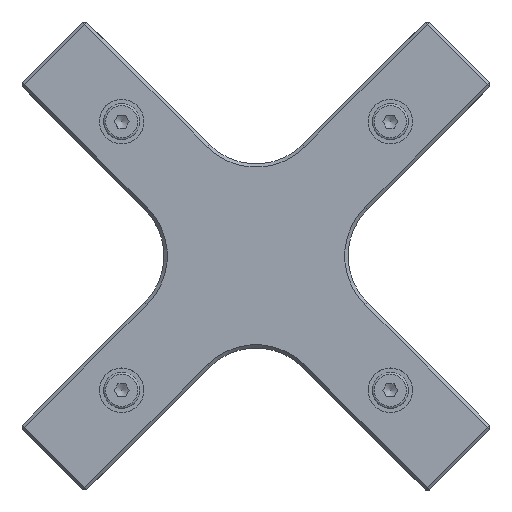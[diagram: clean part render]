
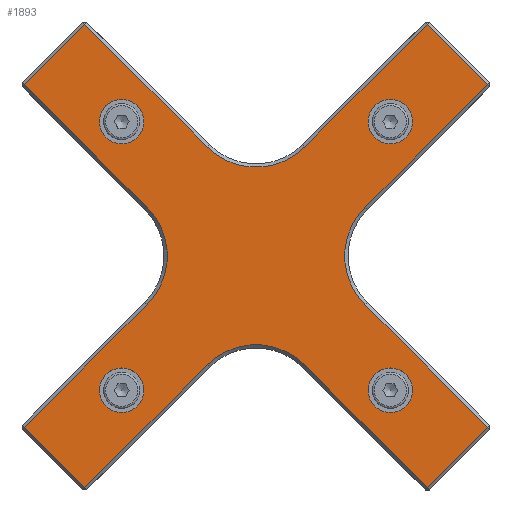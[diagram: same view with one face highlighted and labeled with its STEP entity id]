
A CAD part, top view. The second image highlights one B-rep face of the part: STEP entity #1893.
In plain terms, the highlighted planar face has unit normal (0, 0, 1).
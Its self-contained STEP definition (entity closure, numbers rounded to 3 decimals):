
#85=FACE_BOUND('',#384,.T.);
#86=FACE_BOUND('',#385,.T.);
#87=FACE_BOUND('',#386,.T.);
#88=FACE_BOUND('',#387,.T.);
#159=PLANE('',#2143);
#261=FACE_OUTER_BOUND('',#383,.T.);
#383=EDGE_LOOP('',(#1632,#1633,#1634,#1635,#1636,#1637,#1638,#1639,#1640,
#1641,#1642,#1643,#1644,#1645,#1646,#1647));
#384=EDGE_LOOP('',(#1648,#1649));
#385=EDGE_LOOP('',(#1650,#1651));
#386=EDGE_LOOP('',(#1652,#1653));
#387=EDGE_LOOP('',(#1654,#1655));
#447=CIRCLE('',#2052,3.4);
#448=CIRCLE('',#2053,3.4);
#452=CIRCLE('',#2060,3.4);
#453=CIRCLE('',#2061,3.4);
#457=CIRCLE('',#2068,3.4);
#458=CIRCLE('',#2069,3.4);
#463=CIRCLE('',#2077,3.4);
#464=CIRCLE('',#2078,3.4);
#466=CIRCLE('',#2107,10.5);
#467=CIRCLE('',#2114,10.5);
#469=CIRCLE('',#2124,10.5);
#470=CIRCLE('',#2130,10.5);
#607=LINE('',#3116,#781);
#610=LINE('',#3125,#784);
#611=LINE('',#3127,#785);
#616=LINE('',#3136,#790);
#619=LINE('',#3143,#793);
#620=LINE('',#3145,#794);
#627=LINE('',#3156,#801);
#630=LINE('',#3162,#804);
#634=LINE('',#3172,#808);
#639=LINE('',#3181,#813);
#642=LINE('',#3188,#816);
#643=LINE('',#3190,#817);
#781=VECTOR('',#2522,10.);
#784=VECTOR('',#2533,10.);
#785=VECTOR('',#2536,10.);
#790=VECTOR('',#2547,10.);
#793=VECTOR('',#2556,10.);
#794=VECTOR('',#2559,10.);
#801=VECTOR('',#2574,10.);
#804=VECTOR('',#2579,10.);
#808=VECTOR('',#2591,10.);
#813=VECTOR('',#2602,10.);
#816=VECTOR('',#2611,10.);
#817=VECTOR('',#2614,10.);
#903=VERTEX_POINT('',#2946);
#904=VERTEX_POINT('',#2947);
#908=VERTEX_POINT('',#2961);
#909=VERTEX_POINT('',#2962);
#913=VERTEX_POINT('',#2976);
#914=VERTEX_POINT('',#2977);
#919=VERTEX_POINT('',#2993);
#920=VERTEX_POINT('',#2994);
#922=VERTEX_POINT('',#3002);
#928=VERTEX_POINT('',#3016);
#930=VERTEX_POINT('',#3022);
#935=VERTEX_POINT('',#3043);
#938=VERTEX_POINT('',#3050);
#945=VERTEX_POINT('',#3071);
#947=VERTEX_POINT('',#3077);
#953=VERTEX_POINT('',#3099);
#955=VERTEX_POINT('',#3114);
#957=VERTEX_POINT('',#3120);
#958=VERTEX_POINT('',#3134);
#959=VERTEX_POINT('',#3139);
#961=VERTEX_POINT('',#3160);
#963=VERTEX_POINT('',#3167);
#964=VERTEX_POINT('',#3179);
#965=VERTEX_POINT('',#3184);
#1079=EDGE_CURVE('',#903,#904,#447,.T.);
#1080=EDGE_CURVE('',#904,#903,#448,.T.);
#1086=EDGE_CURVE('',#908,#909,#452,.T.);
#1087=EDGE_CURVE('',#909,#908,#453,.T.);
#1093=EDGE_CURVE('',#913,#914,#457,.T.);
#1094=EDGE_CURVE('',#914,#913,#458,.T.);
#1101=EDGE_CURVE('',#919,#920,#463,.T.);
#1102=EDGE_CURVE('',#920,#919,#464,.T.);
#1161=EDGE_CURVE('',#955,#953,#607,.T.);
#1164=EDGE_CURVE('',#957,#955,#466,.T.);
#1166=EDGE_CURVE('',#945,#957,#610,.T.);
#1167=EDGE_CURVE('',#953,#947,#611,.T.);
#1172=EDGE_CURVE('',#958,#938,#616,.T.);
#1175=EDGE_CURVE('',#959,#958,#467,.T.);
#1176=EDGE_CURVE('',#947,#959,#619,.T.);
#1177=EDGE_CURVE('',#935,#945,#620,.T.);
#1184=EDGE_CURVE('',#938,#930,#627,.T.);
#1187=EDGE_CURVE('',#961,#935,#630,.T.);
#1191=EDGE_CURVE('',#963,#961,#469,.T.);
#1193=EDGE_CURVE('',#928,#963,#634,.T.);
#1198=EDGE_CURVE('',#964,#922,#639,.T.);
#1201=EDGE_CURVE('',#965,#964,#470,.T.);
#1202=EDGE_CURVE('',#930,#965,#642,.T.);
#1203=EDGE_CURVE('',#922,#928,#643,.T.);
#1632=ORIENTED_EDGE('',*,*,#1198,.F.);
#1633=ORIENTED_EDGE('',*,*,#1201,.F.);
#1634=ORIENTED_EDGE('',*,*,#1202,.F.);
#1635=ORIENTED_EDGE('',*,*,#1184,.F.);
#1636=ORIENTED_EDGE('',*,*,#1172,.F.);
#1637=ORIENTED_EDGE('',*,*,#1175,.F.);
#1638=ORIENTED_EDGE('',*,*,#1176,.F.);
#1639=ORIENTED_EDGE('',*,*,#1167,.F.);
#1640=ORIENTED_EDGE('',*,*,#1161,.F.);
#1641=ORIENTED_EDGE('',*,*,#1164,.F.);
#1642=ORIENTED_EDGE('',*,*,#1166,.F.);
#1643=ORIENTED_EDGE('',*,*,#1177,.F.);
#1644=ORIENTED_EDGE('',*,*,#1187,.F.);
#1645=ORIENTED_EDGE('',*,*,#1191,.F.);
#1646=ORIENTED_EDGE('',*,*,#1193,.F.);
#1647=ORIENTED_EDGE('',*,*,#1203,.F.);
#1648=ORIENTED_EDGE('',*,*,#1079,.T.);
#1649=ORIENTED_EDGE('',*,*,#1080,.T.);
#1650=ORIENTED_EDGE('',*,*,#1086,.T.);
#1651=ORIENTED_EDGE('',*,*,#1087,.T.);
#1652=ORIENTED_EDGE('',*,*,#1093,.T.);
#1653=ORIENTED_EDGE('',*,*,#1094,.T.);
#1654=ORIENTED_EDGE('',*,*,#1101,.T.);
#1655=ORIENTED_EDGE('',*,*,#1102,.T.);
#1893=ADVANCED_FACE('',(#261,#85,#86,#87,#88),#159,.T.);
#2052=AXIS2_PLACEMENT_3D('',#2948,#2352,#2353);
#2053=AXIS2_PLACEMENT_3D('',#2949,#2354,#2355);
#2060=AXIS2_PLACEMENT_3D('',#2963,#2370,#2371);
#2061=AXIS2_PLACEMENT_3D('',#2964,#2372,#2373);
#2068=AXIS2_PLACEMENT_3D('',#2978,#2388,#2389);
#2069=AXIS2_PLACEMENT_3D('',#2979,#2390,#2391);
#2077=AXIS2_PLACEMENT_3D('',#2995,#2408,#2409);
#2078=AXIS2_PLACEMENT_3D('',#2996,#2410,#2411);
#2107=AXIS2_PLACEMENT_3D('',#3122,#2528,#2529);
#2114=AXIS2_PLACEMENT_3D('',#3141,#2552,#2553);
#2124=AXIS2_PLACEMENT_3D('',#3169,#2586,#2587);
#2130=AXIS2_PLACEMENT_3D('',#3186,#2607,#2608);
#2143=AXIS2_PLACEMENT_3D('',#3207,#2641,#2642);
#2352=DIRECTION('center_axis',(0.,0.,-1.));
#2353=DIRECTION('ref_axis',(1.,0.,0.));
#2354=DIRECTION('center_axis',(0.,0.,-1.));
#2355=DIRECTION('ref_axis',(1.,0.,0.));
#2370=DIRECTION('center_axis',(0.,0.,-1.));
#2371=DIRECTION('ref_axis',(1.,0.,0.));
#2372=DIRECTION('center_axis',(0.,0.,-1.));
#2373=DIRECTION('ref_axis',(1.,0.,0.));
#2388=DIRECTION('center_axis',(0.,0.,-1.));
#2389=DIRECTION('ref_axis',(1.,0.,0.));
#2390=DIRECTION('center_axis',(0.,0.,-1.));
#2391=DIRECTION('ref_axis',(1.,0.,0.));
#2408=DIRECTION('center_axis',(0.,0.,-1.));
#2409=DIRECTION('ref_axis',(1.,0.,0.));
#2410=DIRECTION('center_axis',(0.,0.,-1.));
#2411=DIRECTION('ref_axis',(1.,0.,0.));
#2522=DIRECTION('',(-0.707,0.707,0.));
#2528=DIRECTION('center_axis',(0.,0.,1.));
#2529=DIRECTION('ref_axis',(1.,0.,0.));
#2533=DIRECTION('',(0.707,0.707,0.));
#2536=DIRECTION('',(0.707,0.707,0.));
#2547=DIRECTION('',(0.707,0.707,0.));
#2552=DIRECTION('center_axis',(0.,0.,1.));
#2553=DIRECTION('ref_axis',(0.,-1.,0.));
#2556=DIRECTION('',(0.707,-0.707,0.));
#2559=DIRECTION('',(-0.707,0.707,0.));
#2574=DIRECTION('',(0.707,-0.707,0.));
#2579=DIRECTION('',(-0.707,-0.707,0.));
#2586=DIRECTION('center_axis',(0.,0.,1.));
#2587=DIRECTION('ref_axis',(0.,1.,0.));
#2591=DIRECTION('',(-0.707,0.707,0.));
#2602=DIRECTION('',(0.707,-0.707,0.));
#2607=DIRECTION('center_axis',(0.,0.,1.));
#2608=DIRECTION('ref_axis',(-1.,0.,0.));
#2611=DIRECTION('',(-0.707,-0.707,0.));
#2614=DIRECTION('',(-0.707,-0.707,0.));
#2641=DIRECTION('center_axis',(0.,0.,1.));
#2642=DIRECTION('ref_axis',(1.,0.,0.));
#2946=CARTESIAN_POINT('',(-17.1,-20.5,7.));
#2947=CARTESIAN_POINT('',(-23.9,-20.5,7.));
#2948=CARTESIAN_POINT('Origin',(-20.5,-20.5,7.));
#2949=CARTESIAN_POINT('Origin',(-20.5,-20.5,7.));
#2961=CARTESIAN_POINT('',(23.9,20.5,7.));
#2962=CARTESIAN_POINT('',(17.1,20.5,7.));
#2963=CARTESIAN_POINT('Origin',(20.5,20.5,7.));
#2964=CARTESIAN_POINT('Origin',(20.5,20.5,7.));
#2976=CARTESIAN_POINT('',(23.9,-20.5,7.));
#2977=CARTESIAN_POINT('',(17.1,-20.5,7.));
#2978=CARTESIAN_POINT('Origin',(20.5,-20.5,7.));
#2979=CARTESIAN_POINT('Origin',(20.5,-20.5,7.));
#2993=CARTESIAN_POINT('',(-17.1,20.5,7.));
#2994=CARTESIAN_POINT('',(-23.9,20.5,7.));
#2995=CARTESIAN_POINT('Origin',(-20.5,20.5,7.));
#2996=CARTESIAN_POINT('Origin',(-20.5,20.5,7.));
#3002=CARTESIAN_POINT('',(35.355,-26.163,7.));
#3016=CARTESIAN_POINT('',(26.163,-35.355,7.));
#3022=CARTESIAN_POINT('',(35.355,26.163,7.));
#3043=CARTESIAN_POINT('',(-26.163,-35.355,7.));
#3050=CARTESIAN_POINT('',(26.163,35.355,7.));
#3071=CARTESIAN_POINT('',(-35.355,-26.163,7.));
#3077=CARTESIAN_POINT('',(-26.163,35.355,7.));
#3099=CARTESIAN_POINT('',(-35.355,26.163,7.));
#3114=CARTESIAN_POINT('',(-16.617,7.425,7.));
#3116=CARTESIAN_POINT('',(-20.153,10.96,7.));
#3120=CARTESIAN_POINT('',(-16.617,-7.425,7.));
#3122=CARTESIAN_POINT('Origin',(-24.042,0.,
7.));
#3125=CARTESIAN_POINT('',(1.365,10.558,7.));
#3127=CARTESIAN_POINT('',(-19.848,41.67,7.));
#3134=CARTESIAN_POINT('',(7.425,16.617,7.));
#3136=CARTESIAN_POINT('',(19.397,28.589,7.));
#3139=CARTESIAN_POINT('',(-7.425,16.617,7.));
#3141=CARTESIAN_POINT('Origin',(0.,24.042,7.));
#3143=CARTESIAN_POINT('',(2.121,7.071,7.));
#3145=CARTESIAN_POINT('',(-33.234,-28.284,7.));
#3156=CARTESIAN_POINT('',(33.234,28.284,7.));
#3160=CARTESIAN_POINT('',(-7.425,-16.617,7.));
#3162=CARTESIAN_POINT('',(-2.524,-11.716,7.));
#3167=CARTESIAN_POINT('',(7.425,-16.617,7.));
#3169=CARTESIAN_POINT('Origin',(0.,-24.042,
7.));
#3172=CARTESIAN_POINT('',(-2.121,-7.071,7.));
#3179=CARTESIAN_POINT('',(16.617,-7.425,7.));
#3181=CARTESIAN_POINT('',(20.153,-10.96,7.));
#3184=CARTESIAN_POINT('',(16.617,7.425,7.));
#3186=CARTESIAN_POINT('Origin',(24.042,0.,
7.));
#3188=CARTESIAN_POINT('',(15.508,6.315,7.));
#3190=CARTESIAN_POINT('',(36.721,-24.798,7.));
#3207=CARTESIAN_POINT('Origin',(16.873,16.873,7.));
